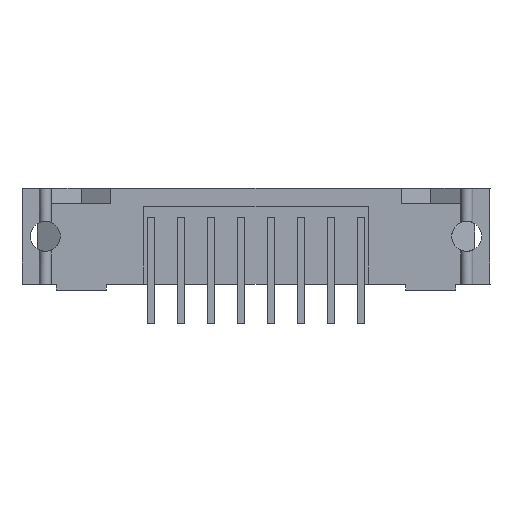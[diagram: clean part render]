
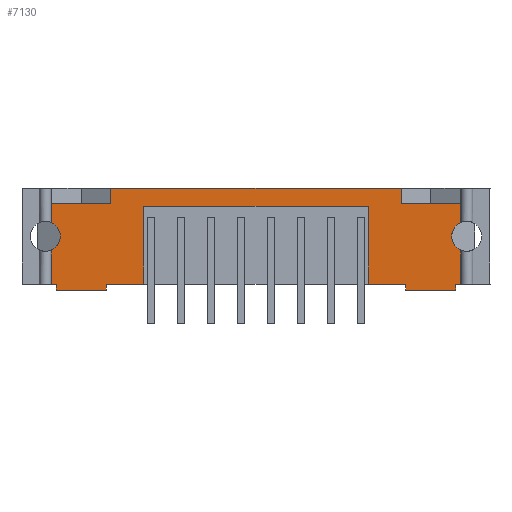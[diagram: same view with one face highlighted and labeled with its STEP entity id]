
A CAD part, front view. The second image highlights one B-rep face of the part: STEP entity #7130.
In plain terms, the highlighted planar face has unit normal (0, -1, 0).
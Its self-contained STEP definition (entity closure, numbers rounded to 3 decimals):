
#152=CIRCLE($,#7578,1.27);
#180=CIRCLE($,#7667,1.27);
#582=FACE_OUTER_BOUND($,#1007,.T.);
#1007=EDGE_LOOP($,(#6052,#6053,#6054,#6055,#6056,#6057,#6058,#6059,#6060,
#6061,#6062,#6063,#6064,#6065,#6066,#6067,#6068,#6069,#6070,#6071,#6072,
#6073,#6074,#6075,#6076,#6077,#6078,#6079));
#1668=LINE($,#11029,#2537);
#1673=LINE($,#11094,#2542);
#1679=LINE($,#11106,#2548);
#1687=LINE($,#11163,#2556);
#1689=LINE($,#11167,#2558);
#1719=LINE($,#11238,#2588);
#1724=LINE($,#11248,#2593);
#1728=LINE($,#11255,#2597);
#1729=LINE($,#11257,#2598);
#1811=LINE($,#11430,#2680);
#1816=LINE($,#11440,#2685);
#1827=LINE($,#11466,#2696);
#1828=LINE($,#11471,#2697);
#1829=LINE($,#11473,#2698);
#1830=LINE($,#11475,#2699);
#1831=LINE($,#11477,#2700);
#1832=LINE($,#11479,#2701);
#1833=LINE($,#11481,#2702);
#1834=LINE($,#11483,#2703);
#1835=LINE($,#11485,#2704);
#1836=LINE($,#11488,#2705);
#1837=LINE($,#11490,#2706);
#1838=LINE($,#11492,#2707);
#1839=LINE($,#11493,#2708);
#1840=LINE($,#11494,#2709);
#1841=LINE($,#11495,#2710);
#2537=VECTOR($,#8989,2.9);
#2542=VECTOR($,#9006,6.604);
#2548=VECTOR($,#9014,0.508);
#2556=VECTOR($,#9044,0.508);
#2558=VECTOR($,#9048,2.9);
#2588=VECTOR($,#9106,1.27);
#2593=VECTOR($,#9113,5.004);
#2597=VECTOR($,#9119,1.27);
#2598=VECTOR($,#9122,4.269);
#2680=VECTOR($,#9280,24.587);
#2685=VECTOR($,#9285,0.038);
#2696=VECTOR($,#9302,0.038);
#2697=VECTOR($,#9307,19.05);
#2698=VECTOR($,#9308,6.604);
#2699=VECTOR($,#9309,3.136);
#2700=VECTOR($,#9310,0.508);
#2701=VECTOR($,#9311,4.269);
#2702=VECTOR($,#9312,0.508);
#2703=VECTOR($,#9313,0.406);
#2704=VECTOR($,#9314,2.9);
#2705=VECTOR($,#9317,2.9);
#2706=VECTOR($,#9318,1.27);
#2707=VECTOR($,#9319,5.004);
#2708=VECTOR($,#9320,1.27);
#2709=VECTOR($,#9321,0.406);
#2710=VECTOR($,#9322,3.136);
#3246=VERTEX_POINT($,#10970);
#3247=VERTEX_POINT($,#10971);
#3254=VERTEX_POINT($,#11025);
#3263=VERTEX_POINT($,#11090);
#3265=VERTEX_POINT($,#11093);
#3267=VERTEX_POINT($,#11099);
#3270=VERTEX_POINT($,#11104);
#3278=VERTEX_POINT($,#11160);
#3279=VERTEX_POINT($,#11162);
#3280=VERTEX_POINT($,#11166);
#3305=VERTEX_POINT($,#11234);
#3307=VERTEX_POINT($,#11237);
#3311=VERTEX_POINT($,#11246);
#3313=VERTEX_POINT($,#11253);
#3366=VERTEX_POINT($,#11429);
#3370=VERTEX_POINT($,#11437);
#3371=VERTEX_POINT($,#11439);
#3385=VERTEX_POINT($,#11470);
#3386=VERTEX_POINT($,#11472);
#3387=VERTEX_POINT($,#11474);
#3388=VERTEX_POINT($,#11476);
#3389=VERTEX_POINT($,#11478);
#3390=VERTEX_POINT($,#11480);
#3391=VERTEX_POINT($,#11482);
#3392=VERTEX_POINT($,#11484);
#3393=VERTEX_POINT($,#11486);
#3394=VERTEX_POINT($,#11489);
#3395=VERTEX_POINT($,#11491);
#4113=EDGE_CURVE($,#3246,#3247,#152,.T.);
#4123=EDGE_CURVE($,#3254,#3246,#1668,.T.);
#4133=EDGE_CURVE($,#3265,#3263,#1673,.T.);
#4139=EDGE_CURVE($,#3267,#3270,#1679,.T.);
#4154=EDGE_CURVE($,#3279,#3278,#1687,.T.);
#4156=EDGE_CURVE($,#3247,#3280,#1689,.T.);
#4191=EDGE_CURVE($,#3307,#3305,#1719,.T.);
#4196=EDGE_CURVE($,#3305,#3311,#1724,.T.);
#4200=EDGE_CURVE($,#3311,#3313,#1728,.T.);
#4201=EDGE_CURVE($,#3278,#3267,#1729,.T.);
#4287=EDGE_CURVE($,#3366,#3307,#1811,.T.);
#4292=EDGE_CURVE($,#3371,#3370,#1816,.T.);
#4306=EDGE_CURVE($,#3313,#3254,#1827,.T.);
#4308=EDGE_CURVE($,#3385,#3263,#1828,.T.);
#4309=EDGE_CURVE($,#3385,#3386,#1829,.T.);
#4310=EDGE_CURVE($,#3387,#3386,#1830,.T.);
#4311=EDGE_CURVE($,#3387,#3388,#1831,.T.);
#4312=EDGE_CURVE($,#3388,#3389,#1832,.T.);
#4313=EDGE_CURVE($,#3389,#3390,#1833,.T.);
#4314=EDGE_CURVE($,#3391,#3390,#1834,.T.);
#4315=EDGE_CURVE($,#3391,#3392,#1835,.T.);
#4316=EDGE_CURVE($,#3392,#3393,#180,.T.);
#4317=EDGE_CURVE($,#3393,#3371,#1836,.T.);
#4318=EDGE_CURVE($,#3370,#3394,#1837,.T.);
#4319=EDGE_CURVE($,#3394,#3395,#1838,.T.);
#4320=EDGE_CURVE($,#3395,#3366,#1839,.T.);
#4321=EDGE_CURVE($,#3279,#3280,#1840,.T.);
#4322=EDGE_CURVE($,#3265,#3270,#1841,.T.);
#6052=ORIENTED_EDGE($,*,*,#4308,.F.);
#6053=ORIENTED_EDGE($,*,*,#4309,.T.);
#6054=ORIENTED_EDGE($,*,*,#4310,.F.);
#6055=ORIENTED_EDGE($,*,*,#4311,.T.);
#6056=ORIENTED_EDGE($,*,*,#4312,.T.);
#6057=ORIENTED_EDGE($,*,*,#4313,.T.);
#6058=ORIENTED_EDGE($,*,*,#4314,.F.);
#6059=ORIENTED_EDGE($,*,*,#4315,.T.);
#6060=ORIENTED_EDGE($,*,*,#4316,.T.);
#6061=ORIENTED_EDGE($,*,*,#4317,.T.);
#6062=ORIENTED_EDGE($,*,*,#4292,.T.);
#6063=ORIENTED_EDGE($,*,*,#4318,.T.);
#6064=ORIENTED_EDGE($,*,*,#4319,.T.);
#6065=ORIENTED_EDGE($,*,*,#4320,.T.);
#6066=ORIENTED_EDGE($,*,*,#4287,.T.);
#6067=ORIENTED_EDGE($,*,*,#4191,.T.);
#6068=ORIENTED_EDGE($,*,*,#4196,.T.);
#6069=ORIENTED_EDGE($,*,*,#4200,.T.);
#6070=ORIENTED_EDGE($,*,*,#4306,.T.);
#6071=ORIENTED_EDGE($,*,*,#4123,.T.);
#6072=ORIENTED_EDGE($,*,*,#4113,.T.);
#6073=ORIENTED_EDGE($,*,*,#4156,.T.);
#6074=ORIENTED_EDGE($,*,*,#4321,.F.);
#6075=ORIENTED_EDGE($,*,*,#4154,.T.);
#6076=ORIENTED_EDGE($,*,*,#4201,.T.);
#6077=ORIENTED_EDGE($,*,*,#4139,.T.);
#6078=ORIENTED_EDGE($,*,*,#4322,.F.);
#6079=ORIENTED_EDGE($,*,*,#4133,.T.);
#6737=PLANE($,#7666);
#7130=ADVANCED_FACE($,(#582),#6737,.T.);
#7578=AXIS2_PLACEMENT_3D($,#10972,#8968,#8969);
#7666=AXIS2_PLACEMENT_3D($,#11469,#9305,#9306);
#7667=AXIS2_PLACEMENT_3D($,#11487,#9315,#9316);
#8968=DIRECTION('center_axis',(0.,1.,0.));
#8969=DIRECTION('ref_axis',(0.4,0.,-0.917));
#8989=DIRECTION($,(0.,0.,-1.));
#9006=DIRECTION($,(0.,0.,1.));
#9014=DIRECTION($,(0.,0.,1.));
#9044=DIRECTION($,(0.,0.,-1.));
#9048=DIRECTION($,(0.,0.,-1.));
#9106=DIRECTION($,(0.,0.,-1.));
#9113=DIRECTION($,(-1.,0.,0.));
#9119=DIRECTION($,(0.,0.,1.));
#9122=DIRECTION($,(1.,0.,0.));
#9280=DIRECTION($,(-1.,0.,0.));
#9285=DIRECTION($,(-1.,0.,0.));
#9302=DIRECTION($,(-1.,0.,0.));
#9305=DIRECTION('center_axis',(0.,-1.,0.));
#9306=DIRECTION('ref_axis',(0.,0.,-1.));
#9307=DIRECTION($,(-1.,0.,0.));
#9308=DIRECTION($,(0.,0.,-1.));
#9309=DIRECTION($,(-1.,0.,0.));
#9310=DIRECTION($,(0.,0.,-1.));
#9311=DIRECTION($,(1.,0.,0.));
#9312=DIRECTION($,(0.,0.,1.));
#9313=DIRECTION($,(-1.,0.,0.));
#9314=DIRECTION($,(0.,0.,1.));
#9315=DIRECTION('center_axis',(0.,1.,0.));
#9316=DIRECTION('ref_axis',(-1.,0.,0.));
#9317=DIRECTION($,(0.,0.,1.));
#9318=DIRECTION($,(0.,0.,-1.));
#9319=DIRECTION($,(-1.,0.,0.));
#9320=DIRECTION($,(0.,0.,1.));
#9321=DIRECTION($,(-1.,0.,0.));
#9322=DIRECTION($,(-1.,0.,0.));
#10970=CARTESIAN_POINT('',(-17.336,-2.007,5.736));
#10971=CARTESIAN_POINT('',(-17.336,-2.007,3.408));
#10972=CARTESIAN_POINT('Origin',(-17.844,-2.007,4.572));
#11025=CARTESIAN_POINT('',(-17.336,-2.007,8.636));
#11029=CARTESIAN_POINT($,(-17.336,-2.007,8.636));
#11090=CARTESIAN_POINT('',(-9.525,-2.007,7.112));
#11093=CARTESIAN_POINT('',(-9.525,-2.007,0.508));
#11094=CARTESIAN_POINT($,(-9.525,-2.007,0.508));
#11099=CARTESIAN_POINT('',(-12.661,-2.007,0.));
#11104=CARTESIAN_POINT('',(-12.661,-2.007,0.508));
#11106=CARTESIAN_POINT($,(-12.661,-2.007,0.));
#11160=CARTESIAN_POINT('',(-16.93,-2.007,0.));
#11162=CARTESIAN_POINT('',(-16.93,-2.007,0.508));
#11163=CARTESIAN_POINT($,(-16.93,-2.007,0.508));
#11166=CARTESIAN_POINT('',(-17.336,-2.007,0.508));
#11167=CARTESIAN_POINT($,(-17.336,-2.007,3.408));
#11234=CARTESIAN_POINT('',(-12.294,-2.007,7.366));
#11237=CARTESIAN_POINT('',(-12.294,-2.007,8.636));
#11238=CARTESIAN_POINT($,(-12.294,-2.007,8.636));
#11246=CARTESIAN_POINT('',(-17.297,-2.007,7.366));
#11248=CARTESIAN_POINT($,(-12.294,-2.007,7.366));
#11253=CARTESIAN_POINT('',(-17.297,-2.007,8.636));
#11255=CARTESIAN_POINT($,(-17.297,-2.007,7.366));
#11257=CARTESIAN_POINT($,(-16.93,-2.007,0.));
#11429=CARTESIAN_POINT('',(12.294,-2.007,8.636));
#11430=CARTESIAN_POINT($,(-0.508,-2.007,8.636));
#11437=CARTESIAN_POINT('',(17.297,-2.007,8.636));
#11439=CARTESIAN_POINT('',(17.336,-2.007,8.636));
#11440=CARTESIAN_POINT($,(17.336,-2.007,8.636));
#11466=CARTESIAN_POINT($,(-17.297,-2.007,8.636));
#11469=CARTESIAN_POINT('Origin',(-23.257,-2.007,9.068));
#11470=CARTESIAN_POINT('',(9.525,-2.007,7.112));
#11471=CARTESIAN_POINT($,(8.382,-2.007,7.112));
#11472=CARTESIAN_POINT('',(9.525,-2.007,0.508));
#11473=CARTESIAN_POINT($,(9.525,-2.007,7.112));
#11474=CARTESIAN_POINT('',(12.661,-2.007,0.508));
#11475=CARTESIAN_POINT($,(12.661,-2.007,0.508));
#11476=CARTESIAN_POINT('',(12.661,-2.007,0.));
#11477=CARTESIAN_POINT($,(12.661,-2.007,0.508));
#11478=CARTESIAN_POINT('',(16.93,-2.007,0.));
#11479=CARTESIAN_POINT($,(12.661,-2.007,0.));
#11480=CARTESIAN_POINT('',(16.93,-2.007,0.508));
#11481=CARTESIAN_POINT($,(16.93,-2.007,0.));
#11482=CARTESIAN_POINT('',(17.336,-2.007,0.508));
#11483=CARTESIAN_POINT($,(17.336,-2.007,0.508));
#11484=CARTESIAN_POINT('',(17.335,-2.007,3.408));
#11485=CARTESIAN_POINT($,(17.336,-2.007,0.508));
#11486=CARTESIAN_POINT('',(17.336,-2.007,5.736));
#11487=CARTESIAN_POINT('Origin',(17.843,-2.007,4.572));
#11488=CARTESIAN_POINT($,(17.336,-2.007,5.736));
#11489=CARTESIAN_POINT('',(17.297,-2.007,7.366));
#11490=CARTESIAN_POINT($,(17.297,-2.007,8.636));
#11491=CARTESIAN_POINT('',(12.294,-2.007,7.366));
#11492=CARTESIAN_POINT($,(17.297,-2.007,7.366));
#11493=CARTESIAN_POINT($,(12.294,-2.007,7.366));
#11494=CARTESIAN_POINT($,(-16.93,-2.007,0.508));
#11495=CARTESIAN_POINT($,(-9.525,-2.007,0.508));
